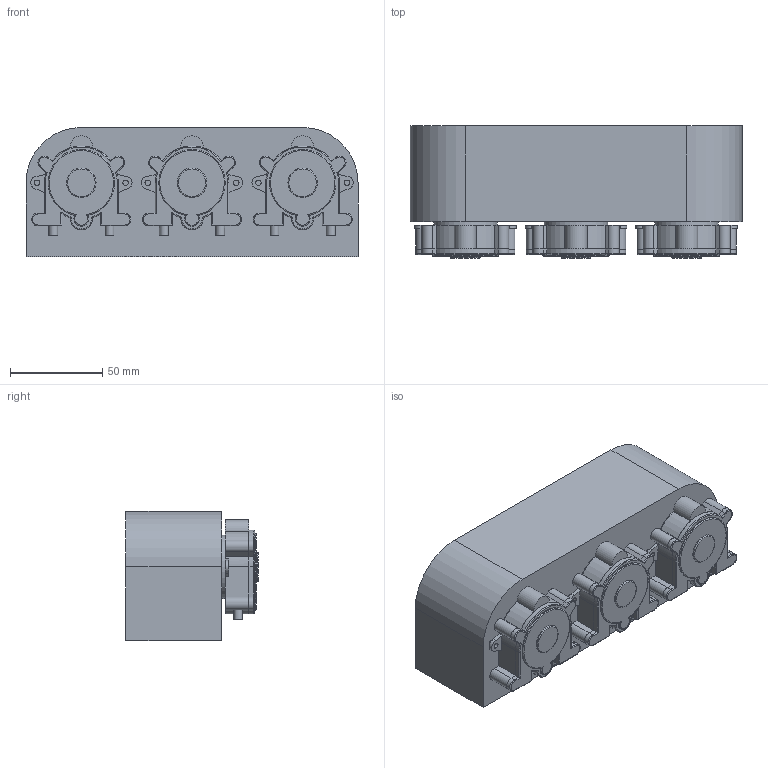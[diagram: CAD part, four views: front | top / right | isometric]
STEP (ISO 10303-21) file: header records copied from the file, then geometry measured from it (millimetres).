
FILE_DESCRIPTION(/* description */ (''),/* implementation_level */ '2;1');
FILE_NAME(/* name */ 'Dosing Box.step',/* time_stamp */ '2020-10-28T15:38:46+11:00',/* author */ (''),/* organization */ (''),/* preprocessor_version */ 'ST-DEVELOPER v18.1',/* originating_system */ 'Autodesk Translation Framework v9.3.0.1241',/* authorisation */ '');
FILE_SCHEMA (('AUTOMOTIVE_DESIGN { 1 0 10303 214 3 1 1 }'));
Length unit declared in the file: millimetre
Products named in the file (8): Dosing Box; box; Dosing Pump; Motor; base; cover; middle; Tube
Assembly tree (9 placements, depth 3):
  Dosing Box
    box
    Dosing Pump  x3
      Motor
      base
      cover
      middle
      Tube
Bounding box: 180 x 71.8 x 70 mm (x, y, z)
Volume: 189424.8 mm3; surface area: 134545.2 mm2
Topology: 16 solids, 16 shells, 547 faces, 1416 edges, 920 vertices
Faces by surface type: plane 298, cylinder 201, torus 39, bspline 9
Full cylindrical faces by diameter (mm): 1 x6, 3 x12, 4.9 x3, 16 x3, 32 x3, 34.4 x3, 35.4 x3
Entity records: 6721 total; most frequent: CARTESIAN_POINT 1331, DIRECTION 1118, ORIENTED_EDGE 1044, EDGE_CURVE 522, AXIS2_PLACEMENT_3D 394, VERTEX_POINT 340, LINE 330, VECTOR 330
